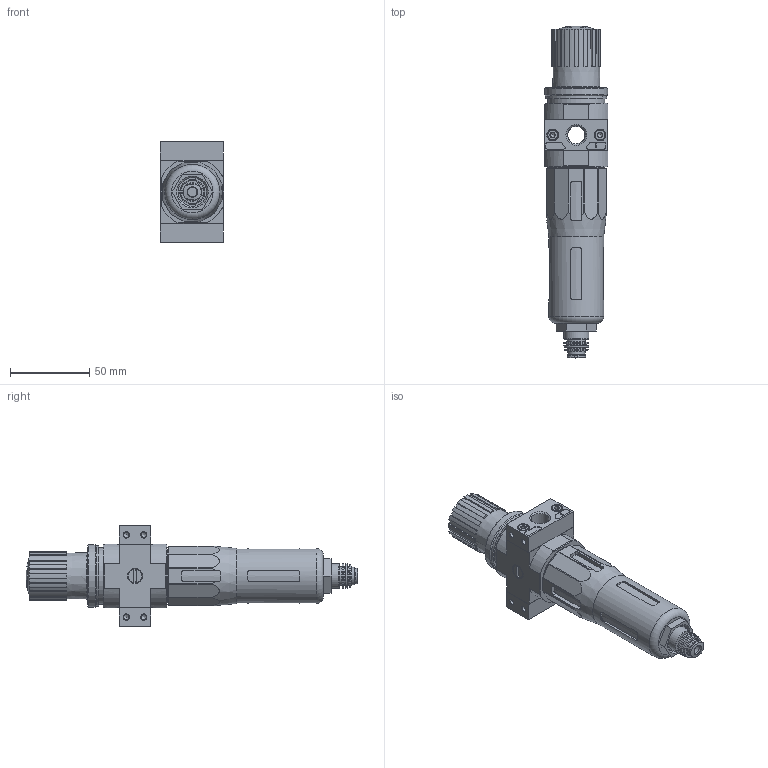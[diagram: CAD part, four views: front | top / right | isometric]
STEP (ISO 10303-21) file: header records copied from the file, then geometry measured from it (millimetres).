
FILE_DESCRIPTION(/* description */ ('STEP AP214'),/* implementation_level */ '2;1');
FILE_NAME(/* name */ '192621_LFR-1_4-D-5M-O-MINI-A',/* time_stamp */ '2024-09-03T19:14:25+02:00',/* author */ ('License CC BY-ND 4.0'),/* organization */ ('CADENAS'),/* preprocessor_version */ 'ST-DEVELOPER v19.3',/* originating_system */ 'PARTsolutions',/* authorisation */ ' ');
FILE_SCHEMA (('AUTOMOTIVE_DESIGN {1 0 10303 214 3 1 1}'));
Length unit declared in the file: millimetre
Products named in the file (8): 192621 LFR-1/4-D-5M-O-MINI-A---(0); 127304 LFR-D-5M-MINI-A--(0); 380291 PBL-1/4-D-MINI-R---(0) p1; DIN-912 - M4x16(F); 380289 PBL-1/4-D-MINI-L---(1) p1; 398011 LRVS-D-MINI; 373845 LR-MINI; 526489 MS4-LFR-V
Assembly tree (11 placements, depth 2):
  192621 LFR-1/4-D-5M-O-MINI-A---(0)
    127304 LFR-D-5M-MINI-A--(0)
    380291 PBL-1/4-D-MINI-R---(0) p1
    DIN-912 - M4x16(F)  x4
    380289 PBL-1/4-D-MINI-L---(1) p1
    398011 LRVS-D-MINI
    373845 LR-MINI  x2
    526489 MS4-LFR-V
Bounding box: 40.4 x 210.02 x 64 mm (x, y, z)
Volume: 209618.9 mm3; surface area: 44514.8 mm2
Topology: 11 solids, 11 shells, 582 faces, 1393 edges, 880 vertices
Faces by surface type: plane 305, cylinder 150, cone 99, torus 23, sphere 5
Full cylindrical faces by diameter (mm): 3.242 x8, 4 x4, 4.3 x2, 6 x1, 6.9 x2, 7 x4, 8.2 x2, 8.566 x2, 9.728 x2, 11 x2, 11.4 x1, 11.445 x2, 11.6 x1, 11.8 x1, 12.2 x1, 15.8 x2, 15.9 x1, 18 x1, 24.9 x1, 26.9 x1, 33.9 x1, 34.376 x1, 34.7 x1, 36 x2, 38.5 x1, 39.8 x1
Entity records: 16624 total; most frequent: CARTESIAN_POINT 2940, DIRECTION 2362, ORIENTED_EDGE 2156, EDGE_CURVE 1078, AXIS2_PLACEMENT_3D 935, VERTEX_POINT 771, FACE_BOUND 665, EDGE_LOOP 656
